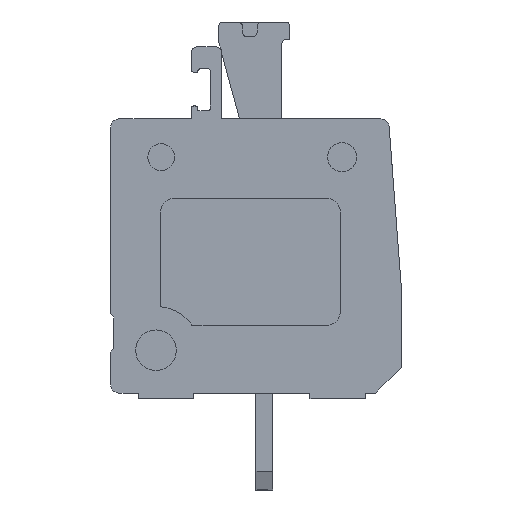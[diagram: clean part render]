
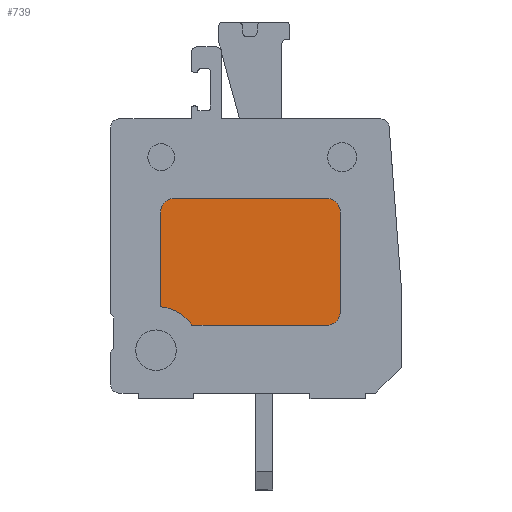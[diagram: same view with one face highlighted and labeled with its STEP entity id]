
A CAD part, left-side view. The second image highlights one B-rep face of the part: STEP entity #739.
In plain terms, the highlighted planar face has unit normal (-1, 0, 0).
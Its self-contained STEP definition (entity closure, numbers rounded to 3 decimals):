
#169 = CARTESIAN_POINT ( 'NONE',  ( -14.9, 3.911, 1.548 ) ) ;
#739 = ADVANCED_FACE ( 'NONE', ( #5036 ), #27703, .T. ) ;
#1062 = DIRECTION ( 'NONE',  ( 0., 0., 1. ) ) ;
#1233 = CARTESIAN_POINT ( 'NONE',  ( -14.9, 3.243, 7.033 ) ) ;
#1360 = EDGE_CURVE ( 'NONE', #29705, #11562, #29770, .T. ) ;
#1537 = DIRECTION ( 'NONE',  ( 0., -1., 0. ) ) ;
#2189 = AXIS2_PLACEMENT_3D ( 'NONE', #8653, #28838, #1062 ) ;
#2391 = DIRECTION ( 'NONE',  ( 0., 0., -1. ) ) ;
#2413 = EDGE_CURVE ( 'NONE', #11562, #32258, #10907, .T. ) ;
#2591 = EDGE_CURVE ( 'NONE', #4676, #12773, #6482, .T. ) ;
#2994 = DIRECTION ( 'NONE',  ( 0., 0., 1. ) ) ;
#3150 = EDGE_CURVE ( 'NONE', #17590, #5372, #26361, .T. ) ;
#3204 = DIRECTION ( 'NONE',  ( 0., 1., 0. ) ) ;
#3931 = CARTESIAN_POINT ( 'NONE',  ( -14.9, 2.613, 2.449 ) ) ;
#4032 = CIRCLE ( 'NONE', #21996, 0.5 ) ;
#4676 = VERTEX_POINT ( 'NONE', #12698 ) ;
#5036 = FACE_OUTER_BOUND ( 'NONE', #17178, .T. ) ;
#5372 = VERTEX_POINT ( 'NONE', #18124 ) ;
#5550 = VECTOR ( 'NONE', #3204, 1000. ) ;
#6482 = LINE ( 'NONE', #24645, #8127 ) ;
#6764 = VERTEX_POINT ( 'NONE', #8347 ) ;
#7562 = VECTOR ( 'NONE', #1537, 1000. ) ;
#8127 = VECTOR ( 'NONE', #31894, 1000. ) ;
#8347 = CARTESIAN_POINT ( 'NONE',  ( -14.9, -2.246, 2.449 ) ) ;
#8653 = CARTESIAN_POINT ( 'NONE',  ( -14.9, -2.246, 6.533 ) ) ;
#9394 = CARTESIAN_POINT ( 'NONE',  ( -14.9, -2.746, 6.533 ) ) ;
#9580 = CARTESIAN_POINT ( 'NONE',  ( -14.9, 3.743, 3.119 ) ) ;
#9905 = AXIS2_PLACEMENT_3D ( 'NONE', #30646, #30163, #2391 ) ;
#10109 = CARTESIAN_POINT ( 'NONE',  ( -14.9, 3.743, 6.533 ) ) ;
#10907 = CIRCLE ( 'NONE', #28344, 1.58 ) ;
#11562 = VERTEX_POINT ( 'NONE', #31604 ) ;
#12698 = CARTESIAN_POINT ( 'NONE',  ( -14.9, -2.746, 2.949 ) ) ;
#12742 = CIRCLE ( 'NONE', #2189, 0.5 ) ;
#12773 = VERTEX_POINT ( 'NONE', #9394 ) ;
#12961 = ORIENTED_EDGE ( 'NONE', *, *, #1360, .T. ) ;
#13322 = EDGE_CURVE ( 'NONE', #32258, #6764, #29312, .T. ) ;
#14950 = DIRECTION ( 'NONE',  ( 0., 0., 1. ) ) ;
#15094 = DIRECTION ( 'NONE',  ( -1., 0., 0. ) ) ;
#15560 = CARTESIAN_POINT ( 'NONE',  ( -14.9, -2.246, 2.949 ) ) ;
#15706 = CIRCLE ( 'NONE', #9905, 0.5 ) ;
#15714 = EDGE_CURVE ( 'NONE', #6764, #4676, #4032, .T. ) ;
#15910 = CARTESIAN_POINT ( 'NONE',  ( -14.9, -2.246, 7.033 ) ) ;
#16112 = ORIENTED_EDGE ( 'NONE', *, *, #24212, .T. ) ;
#17123 = CARTESIAN_POINT ( 'NONE',  ( -14.9, -2.246, 2.949 ) ) ;
#17178 = EDGE_LOOP ( 'NONE', ( #22640, #25122, #16112, #19566, #28031, #12961, #27796, #25480 ) ) ;
#17590 = VERTEX_POINT ( 'NONE', #15910 ) ;
#18124 = CARTESIAN_POINT ( 'NONE',  ( -14.9, 3.243, 7.033 ) ) ;
#18225 = DIRECTION ( 'NONE',  ( -1., 0., 0. ) ) ;
#19353 = DIRECTION ( 'NONE',  ( 0., 0., -1. ) ) ;
#19566 = ORIENTED_EDGE ( 'NONE', *, *, #3150, .T. ) ;
#21127 = VECTOR ( 'NONE', #19353, 1000. ) ;
#21996 = AXIS2_PLACEMENT_3D ( 'NONE', #15560, #18225, #28301 ) ;
#22640 = ORIENTED_EDGE ( 'NONE', *, *, #15714, .T. ) ;
#24212 = EDGE_CURVE ( 'NONE', #12773, #17590, #12742, .T. ) ;
#24515 = CARTESIAN_POINT ( 'NONE',  ( -14.9, 2.613, 2.449 ) ) ;
#24645 = CARTESIAN_POINT ( 'NONE',  ( -14.9, -2.746, 2.949 ) ) ;
#25122 = ORIENTED_EDGE ( 'NONE', *, *, #2591, .T. ) ;
#25480 = ORIENTED_EDGE ( 'NONE', *, *, #13322, .T. ) ;
#26361 = LINE ( 'NONE', #1233, #5550 ) ;
#26840 = EDGE_CURVE ( 'NONE', #5372, #29705, #15706, .T. ) ;
#27332 = DIRECTION ( 'NONE',  ( 1., 0., 0. ) ) ;
#27703 = PLANE ( 'NONE',  #30050 ) ;
#27796 = ORIENTED_EDGE ( 'NONE', *, *, #2413, .T. ) ;
#28031 = ORIENTED_EDGE ( 'NONE', *, *, #26840, .T. ) ;
#28301 = DIRECTION ( 'NONE',  ( 0., 0., 1. ) ) ;
#28344 = AXIS2_PLACEMENT_3D ( 'NONE', #169, #27332, #2994 ) ;
#28838 = DIRECTION ( 'NONE',  ( -1., 0., 0. ) ) ;
#29312 = LINE ( 'NONE', #24515, #7562 ) ;
#29705 = VERTEX_POINT ( 'NONE', #10109 ) ;
#29770 = LINE ( 'NONE', #9580, #21127 ) ;
#30050 = AXIS2_PLACEMENT_3D ( 'NONE', #17123, #15094, #14950 ) ;
#30163 = DIRECTION ( 'NONE',  ( -1., 0., 0. ) ) ;
#30646 = CARTESIAN_POINT ( 'NONE',  ( -14.9, 3.243, 6.533 ) ) ;
#31604 = CARTESIAN_POINT ( 'NONE',  ( -14.9, 3.743, 3.119 ) ) ;
#31894 = DIRECTION ( 'NONE',  ( 0., 0., 1. ) ) ;
#32258 = VERTEX_POINT ( 'NONE', #3931 ) ;
